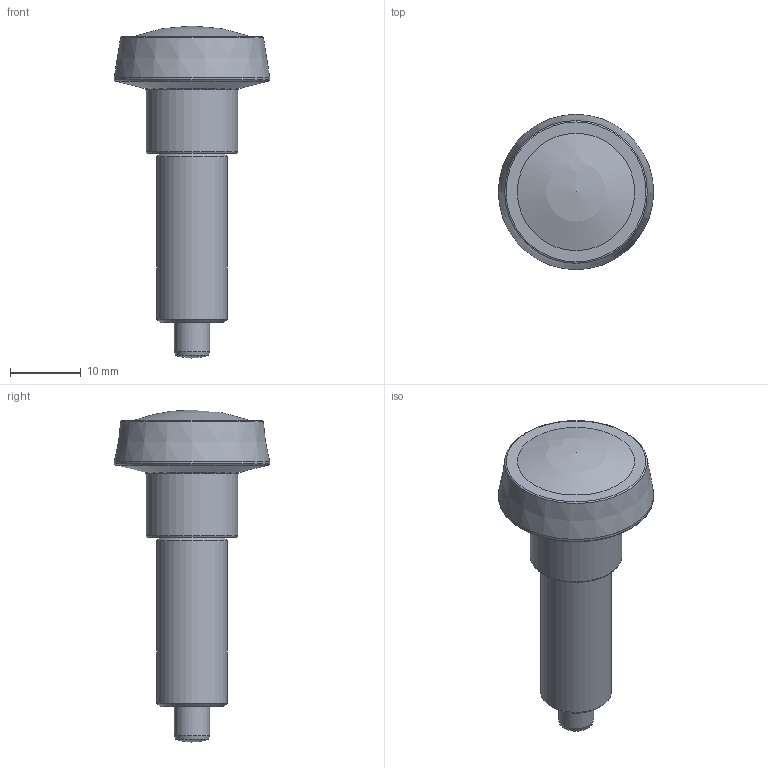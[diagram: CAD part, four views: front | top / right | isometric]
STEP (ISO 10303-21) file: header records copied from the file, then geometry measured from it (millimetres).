
FILE_DESCRIPTION( ( 'Unknown' ), '1' );
FILE_NAME( '6395007_PNCX_22.stp', 'Unknown', ( 'Unknown' ), ( 'Unknown' ), 'PSStep 14.0', 'Unknown', ' ' );
FILE_SCHEMA( ( 'AUTOMOTIVE_DESIGN { 1 0 10303 214 1 1 1 1 }' ) );
Length unit declared in the file: millimetre
Products named in the file (1): 8900442
Bounding box: 22 x 22 x 47 mm (x, y, z)
Volume: 5581.1 mm3; surface area: 3095.6 mm2
Topology: 1 solids, 8 shells, 51 faces, 104 edges, 66 vertices
Faces by surface type: cone 17, cylinder 15, plane 13, torus 4, sphere 2
Full cylindrical faces by diameter (mm): 3.5 x1, 3.9 x6, 4 x2, 5 x1, 6 x1, 6.1 x1, 10 x1, 13 x1, 22 x1
Entity records: 1452 total; most frequent: DIRECTION 204, CARTESIAN_POINT 152, AXIS2_PLACEMENT_3D 102, EDGE_LOOP 100, ORIENTED_EDGE 100, FACE_OUTER_BOUND 70, STYLED_ITEM 51, PRESENTATION_STYLE_ASSIGNMENT 51
